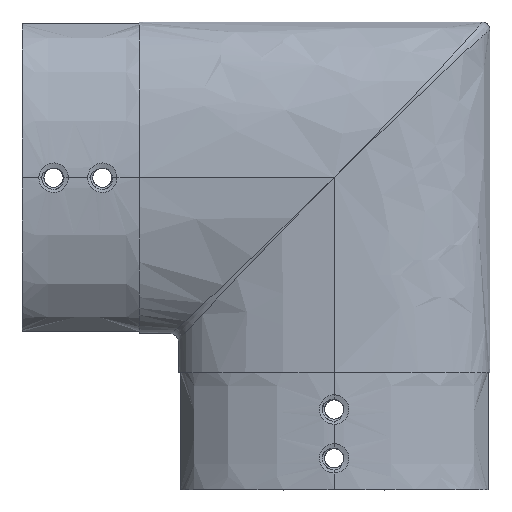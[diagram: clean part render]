
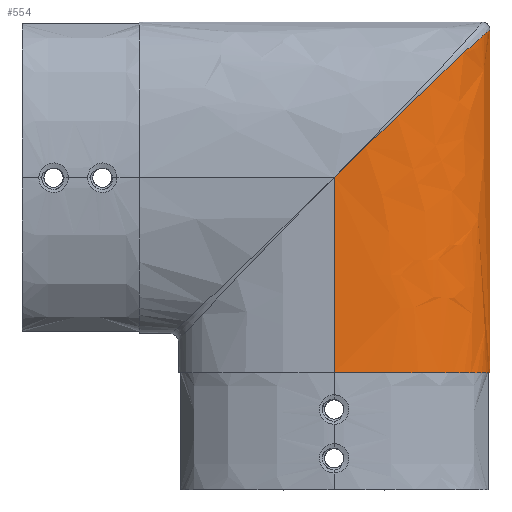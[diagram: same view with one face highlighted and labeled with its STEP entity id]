
A CAD part, top view. The second image highlights one B-rep face of the part: STEP entity #554.
In plain terms, the highlighted face is a extrusion surface.
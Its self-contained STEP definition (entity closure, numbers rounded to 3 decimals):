
#436=ELLIPSE('',#3389,40.,20.);
#439=ELLIPSE('',#3394,40.,20.);
#554=ADVANCED_FACE('',(#738),#627,.T.);
#627=SURFACE_OF_LINEAR_EXTRUSION('',#439,#3076);
#738=FACE_OUTER_BOUND('',#914,.T.);
#914=EDGE_LOOP('',(#1761,#1762,#1763,#1764));
#1071=B_SPLINE_CURVE_WITH_KNOTS('',3,(#9372,#9373,#9374,#9375,#9376,#9377,
#9378,#9379,#9380,#9381,#9382,#9383,#9384,#9385,#9386,#9387,#9388,#9389,
#9390,#9391,#9392,#9393,#9394,#9395,#9396,#9397,#9398,#9399,#9400,#9401,
#9402,#9403,#9404,#9405,#9406,#9407,#9408,#9409,#9410,#9411,#9412,#9413),
 .UNSPECIFIED.,.F.,.F.,(4,2,2,2,2,2,2,2,2,2,2,2,2,2,2,2,2,2,2,2,4),(0.,
0.031,0.047,0.063,0.094,0.125,
0.188,0.219,0.25,0.312,0.375,0.437,
0.5,0.625,0.75,0.875,
0.937,0.969,0.984,0.992,1.),.UNSPECIFIED.);
#1761=ORIENTED_EDGE('',*,*,#2688,.F.);
#1762=ORIENTED_EDGE('',*,*,#2723,.T.);
#1763=ORIENTED_EDGE('',*,*,#2724,.T.);
#1764=ORIENTED_EDGE('',*,*,#2719,.F.);
#2167=VERTEX_POINT('',#4902);
#2276=VERTEX_POINT('',#9280);
#2277=VERTEX_POINT('',#9282);
#2306=VERTEX_POINT('',#9365);
#2688=EDGE_CURVE('',#2276,#2277,#2933,.T.);
#2719=EDGE_CURVE('',#2277,#2306,#436,.T.);
#2723=EDGE_CURVE('',#2276,#2167,#1071,.T.);
#2724=EDGE_CURVE('',#2167,#2306,#2935,.T.);
#2933=LINE('',#9281,#3073);
#2935=LINE('',#9414,#3075);
#3073=VECTOR('',#4051,1.);
#3075=VECTOR('',#4121,1.);
#3076=VECTOR('',#4124,1.);
#3389=AXIS2_PLACEMENT_3D('',#9364,#4110,#4111);
#3394=AXIS2_PLACEMENT_3D('',#9415,#4122,#4123);
#4051=DIRECTION('',(0.,-1.,0.));
#4110=DIRECTION('',(0.,-1.,0.));
#4111=DIRECTION('',(-1.,0.,0.));
#4121=DIRECTION('',(0.,-1.,0.));
#4122=DIRECTION('',(0.,-1.,0.));
#4123=DIRECTION('',(-1.,0.,0.));
#4124=DIRECTION('',(0.,-1.,0.));
#4902=CARTESIAN_POINT('',(0.,80.,20.));
#9280=CARTESIAN_POINT('',(39.915,117.932,1.306));
#9281=CARTESIAN_POINT('',(39.915,1187.155,1.306));
#9282=CARTESIAN_POINT('',(39.915,30.,1.306));
#9364=CARTESIAN_POINT('',(0.,30.,0.));
#9365=CARTESIAN_POINT('',(0.,30.,20.));
#9372=CARTESIAN_POINT('',(39.915,117.932,1.306));
#9373=CARTESIAN_POINT('',(39.831,117.864,1.945));
#9374=CARTESIAN_POINT('',(39.689,117.75,2.559));
#9375=CARTESIAN_POINT('',(39.409,117.52,3.44));
#9376=CARTESIAN_POINT('',(39.304,117.433,3.727));
#9377=CARTESIAN_POINT('',(39.073,117.241,4.291));
#9378=CARTESIAN_POINT('',(38.947,117.136,4.568));
#9379=CARTESIAN_POINT('',(38.543,116.796,5.377));
#9380=CARTESIAN_POINT('',(38.244,116.54,5.882));
#9381=CARTESIAN_POINT('',(37.601,115.984,6.84));
#9382=CARTESIAN_POINT('',(37.256,115.681,7.295));
#9383=CARTESIAN_POINT('',(36.184,114.733,8.575));
#9384=CARTESIAN_POINT('',(35.422,114.045,9.325));
#9385=CARTESIAN_POINT('',(34.233,112.959,10.353));
#9386=CARTESIAN_POINT('',(33.83,112.588,10.678));
#9387=CARTESIAN_POINT('',(33.009,111.83,11.302));
#9388=CARTESIAN_POINT('',(32.593,111.444,11.599));
#9389=CARTESIAN_POINT('',(31.339,110.274,12.448));
#9390=CARTESIAN_POINT('',(30.491,109.477,12.961));
#9391=CARTESIAN_POINT('',(28.777,107.858,13.906));
#9392=CARTESIAN_POINT('',(27.911,107.036,14.339));
#9393=CARTESIAN_POINT('',(26.165,105.372,15.14));
#9394=CARTESIAN_POINT('',(25.284,104.529,15.508));
#9395=CARTESIAN_POINT('',(23.51,102.828,16.19));
#9396=CARTESIAN_POINT('',(22.619,101.971,16.504));
#9397=CARTESIAN_POINT('',(19.942,99.391,17.37));
#9398=CARTESIAN_POINT('',(18.149,97.657,17.85));
#9399=CARTESIAN_POINT('',(14.549,94.167,18.656));
#9400=CARTESIAN_POINT('',(12.742,92.412,18.981));
#9401=CARTESIAN_POINT('',(9.115,88.883,19.497));
#9402=CARTESIAN_POINT('',(7.293,87.109,19.686));
#9403=CARTESIAN_POINT('',(4.56,84.446,19.875));
#9404=CARTESIAN_POINT('',(3.649,83.557,19.922));
#9405=CARTESIAN_POINT('',(2.281,82.224,19.969));
#9406=CARTESIAN_POINT('',(1.825,81.779,19.98));
#9407=CARTESIAN_POINT('',(1.141,81.112,19.992));
#9408=CARTESIAN_POINT('',(0.913,80.89,19.995));
#9409=CARTESIAN_POINT('',(0.571,80.557,19.998));
#9410=CARTESIAN_POINT('',(0.457,80.445,19.999));
#9411=CARTESIAN_POINT('',(0.229,80.223,20.));
#9412=CARTESIAN_POINT('',(0.116,80.113,20.));
#9413=CARTESIAN_POINT('',(0.,80.,20.));
#9414=CARTESIAN_POINT('',(0.,1187.155,20.));
#9415=CARTESIAN_POINT('',(0.,1187.155,0.));
